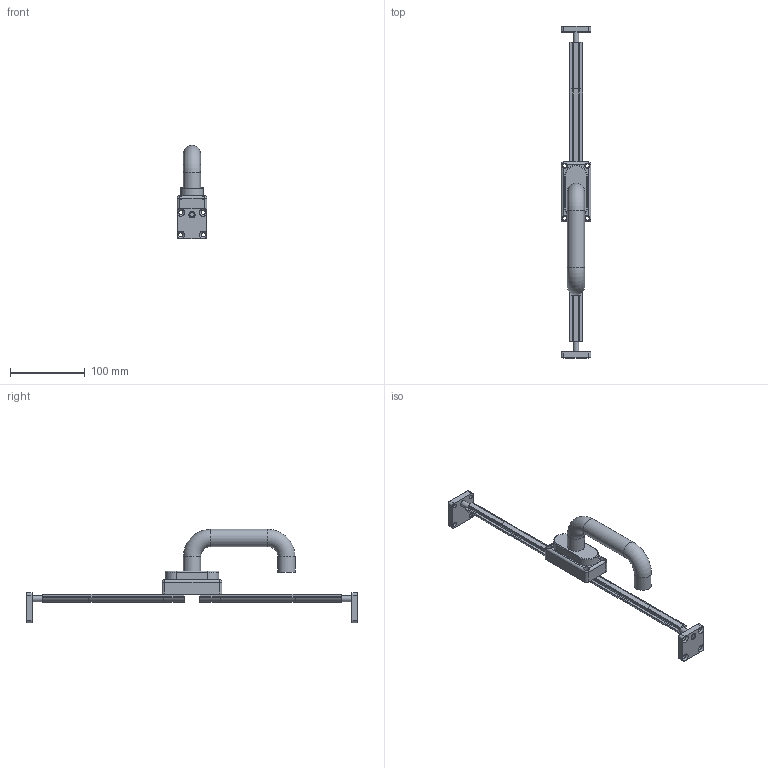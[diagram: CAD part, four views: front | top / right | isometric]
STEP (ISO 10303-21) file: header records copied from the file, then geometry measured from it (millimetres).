
FILE_DESCRIPTION((''),'2;1');
FILE_NAME('SZ0422V_A.stp','2013-08-26T08:01:16',('janine behrens'),(''),'Autodesk Inventor 2012','Autodesk Inventor 2012','');
FILE_SCHEMA(('AUTOMOTIVE_DESIGN { 1 0 10303 214 1 1 1 1 }'));
Length unit declared in the file: millimetre
Products named in the file (11): SZ0422V_A; MK1438351825-A; MK1131303015-A; MK8100200_A; MK8100201_A; ME1640506_A; ME1640505_A; DIN EN ISO 8734 6 x 14 - A; SV2571N_A; ME1640501_A; ME1952402_A
Assembly tree (14 placements, depth 3):
  SZ0422V_A
    MK1438351825-A
    MK1131303015-A
    MK8100200_A
    MK8100201_A
    ME1640506_A  x2
      ME1640505_A
      DIN EN ISO 8734 6 x 14 - A
    SV2571N_A  x2
    ME1640501_A  x2
    ME1952402_A  x2
Bounding box: 40 x 443 x 124.5 mm (x, y, z)
Volume: 230688.6 mm3; surface area: 75140 mm2
Topology: 14 solids, 14 shells, 243 faces, 608 edges, 396 vertices
Faces by surface type: cylinder 112, plane 99, cone 24, sphere 4, torus 4
Full cylindrical faces by diameter (mm): 4.134 x2, 5.2 x4, 5.5 x8, 6 x4, 6.647 x4, 7.2 x4, 7.7 x2, 8 x4, 8.5 x2, 15.9 x1, 16 x1, 23 x4, 38 x1, 38.1 x1
Entity records: 4853 total; most frequent: CARTESIAN_POINT 913, DIRECTION 836, ORIENTED_EDGE 650, AXIS2_PLACEMENT_3D 348, EDGE_CURVE 325, VERTEX_POINT 233, EDGE_LOOP 232, CIRCLE 165
